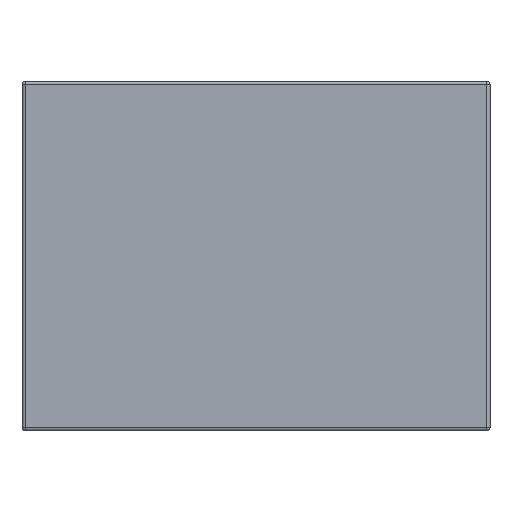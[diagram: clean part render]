
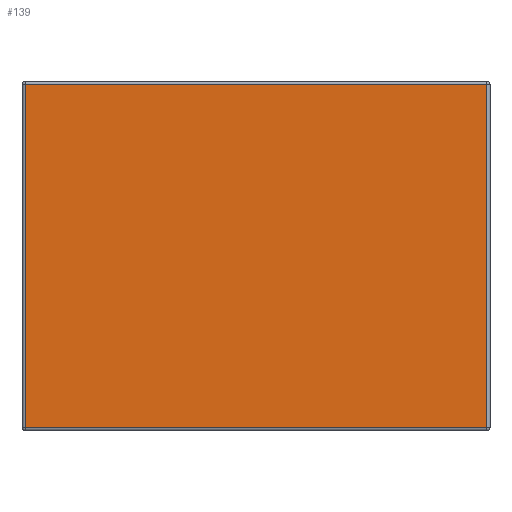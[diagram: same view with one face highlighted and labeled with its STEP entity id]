
A CAD part, front view. The second image highlights one B-rep face of the part: STEP entity #139.
In plain terms, the highlighted planar face has unit normal (0, -1, 0).
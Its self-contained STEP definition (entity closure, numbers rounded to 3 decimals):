
#139 = ADVANCED_FACE( '', ( #252 ), #253, .T. );
#252 = FACE_OUTER_BOUND( '', #350, .T. );
#253 = PLANE( '', #351 );
#350 = EDGE_LOOP( '', ( #531, #532, #533, #534 ) );
#351 = AXIS2_PLACEMENT_3D( '', #535, #536, #537 );
#531 = ORIENTED_EDGE( '', *, *, #687, .T. );
#532 = ORIENTED_EDGE( '', *, *, #660, .T. );
#533 = ORIENTED_EDGE( '', *, *, #643, .T. );
#534 = ORIENTED_EDGE( '', *, *, #684, .T. );
#535 = CARTESIAN_POINT( '', ( -1.525, -0.89, -1.14 ) );
#536 = DIRECTION( '', ( 0., -1., 0. ) );
#537 = DIRECTION( '', ( 0., 0., -1. ) );
#643 = EDGE_CURVE( '', #752, #750, #753, .T. );
#660 = EDGE_CURVE( '', #744, #752, #777, .T. );
#684 = EDGE_CURVE( '', #750, #806, #808, .T. );
#687 = EDGE_CURVE( '', #806, #744, #811, .T. );
#744 = VERTEX_POINT( '', #880 );
#750 = VERTEX_POINT( '', #886 );
#752 = VERTEX_POINT( '', #888 );
#753 = LINE( '', #889, #890 );
#777 = LINE( '', #923, #924 );
#806 = VERTEX_POINT( '', #961 );
#808 = LINE( '', #963, #964 );
#811 = LINE( '', #968, #969 );
#880 = CARTESIAN_POINT( '', ( -1.505, -0.89, -1.12 ) );
#886 = CARTESIAN_POINT( '', ( 1.505, -0.89, 1.12 ) );
#888 = CARTESIAN_POINT( '', ( 1.505, -0.89, -1.12 ) );
#889 = CARTESIAN_POINT( '', ( 1.505, -0.89, 1.14 ) );
#890 = VECTOR( '', #1031, 1000. );
#923 = CARTESIAN_POINT( '', ( 1.525, -0.89, -1.12 ) );
#924 = VECTOR( '', #1050, 1000. );
#961 = CARTESIAN_POINT( '', ( -1.505, -0.89, 1.12 ) );
#963 = CARTESIAN_POINT( '', ( -1.525, -0.89, 1.12 ) );
#964 = VECTOR( '', #1080, 1000. );
#968 = CARTESIAN_POINT( '', ( -1.505, -0.89, -1.14 ) );
#969 = VECTOR( '', #1082, 1000. );
#1031 = DIRECTION( '', ( 0., 0., 1. ) );
#1050 = DIRECTION( '', ( 1., 0., 0. ) );
#1080 = DIRECTION( '', ( -1., 0., 0. ) );
#1082 = DIRECTION( '', ( 0., 0., -1. ) );
